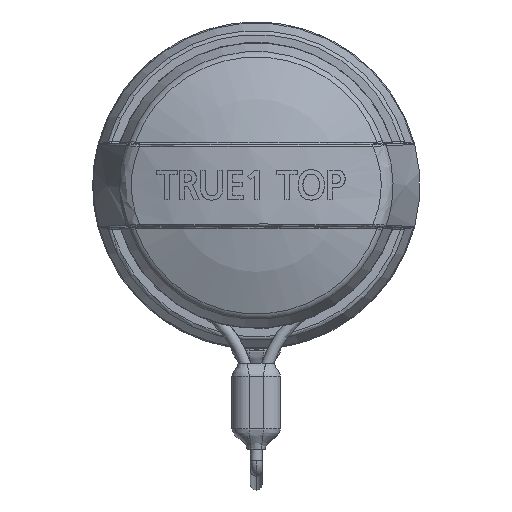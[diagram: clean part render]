
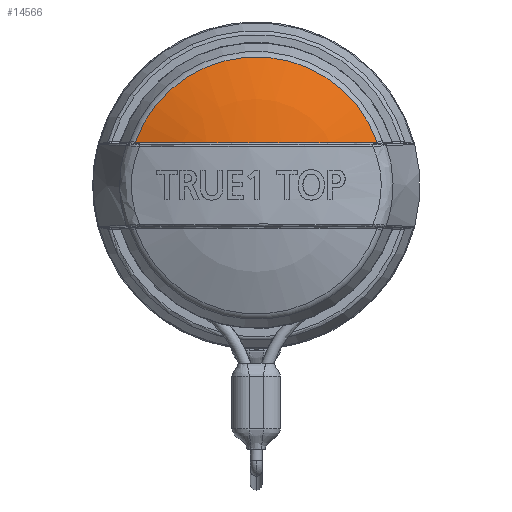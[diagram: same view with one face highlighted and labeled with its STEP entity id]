
A CAD part, top view. The second image highlights one B-rep face of the part: STEP entity #14566.
In plain terms, the highlighted spherical face has radius 30 mm.
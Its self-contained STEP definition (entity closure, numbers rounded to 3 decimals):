
#4192=CARTESIAN_POINT('',(0.,0.,9.018));
#4193=DIRECTION('',(0.,0.,1.));
#4194=DIRECTION('',(0.942,0.336,0.));
#4195=AXIS2_PLACEMENT_3D('',#4192,#4193,#4194);
#4219=CARTESIAN_POINT('',(0.,4.564,
-18.32));
#4220=DIRECTION('',(0.,1.,0.017));
#4221=DIRECTION('',(-0.387,-0.016,0.922));
#4222=AXIS2_PLACEMENT_3D('',#4219,#4220,#4221);
#7669=CARTESIAN_POINT('',(11.469,4.087,9.018));
#7670=CARTESIAN_POINT('',(-11.469,4.087,9.018));
#7671=VERTEX_POINT('',#7669);
#7672=VERTEX_POINT('',#7670);
#14556=CARTESIAN_POINT('',(0.,0.,-18.4));
#14557=DIRECTION('',(0.,0.,1.));
#14558=DIRECTION('',(0.,-1.,0.));
#14559=AXIS2_PLACEMENT_3D('',#14556,#14557,#14558);
#14560=SPHERICAL_SURFACE('',#14559,30.);
#14561=ORIENTED_EDGE('',*,*,#14536,.F.);
#14563=ORIENTED_EDGE('',*,*,#14562,.F.);
#14564=EDGE_LOOP('',(#14561,#14563));
#14565=FACE_OUTER_BOUND('',#14564,.F.);
#14566=ADVANCED_FACE('',(#14565),#14560,.T.);
#4196=CIRCLE('',#4195,12.176);
#4223=CIRCLE('',#4222,29.651);
#14536=EDGE_CURVE('',#7671,#7672,#4196,.T.);
#14562=EDGE_CURVE('',#7672,#7671,#4223,.T.);
